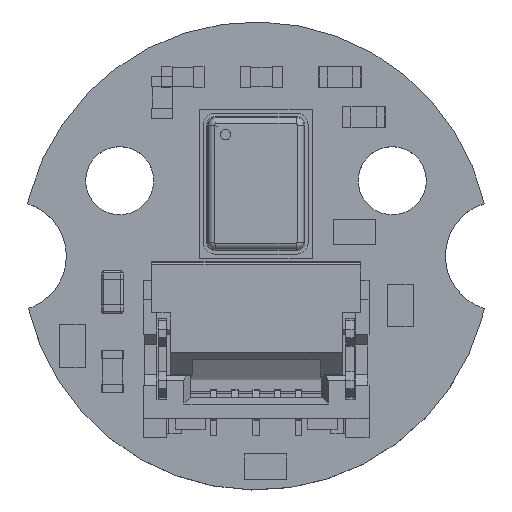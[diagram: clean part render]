
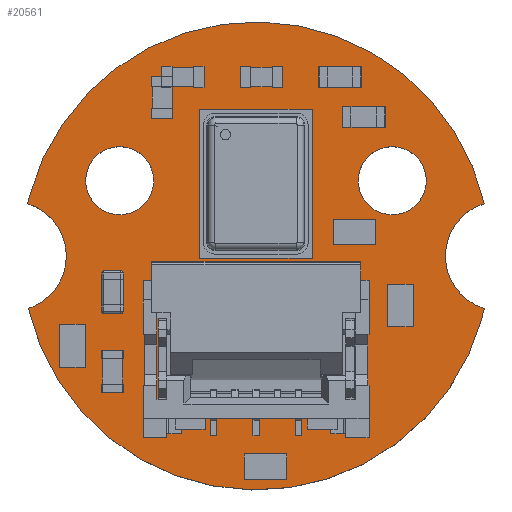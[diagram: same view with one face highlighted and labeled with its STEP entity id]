
A CAD part, top view. The second image highlights one B-rep face of the part: STEP entity #20561.
In plain terms, the highlighted planar face has unit normal (0, 0, 1).
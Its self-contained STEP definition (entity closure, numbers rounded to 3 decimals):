
#20192 = VERTEX_POINT('',#20193);
#20193 = CARTESIAN_POINT('',(234.67,-145.466,1.6));
#20199 = EDGE_CURVE('',#20192,#20200,#20202,.T.);
#20200 = VERTEX_POINT('',#20201);
#20201 = CARTESIAN_POINT('',(245.336,-145.689,1.6));
#20202 = CIRCLE('',#20203,5.502);
#20203 = AXIS2_PLACEMENT_3D('',#20204,#20205,#20206);
#20204 = CARTESIAN_POINT('',(239.975,-146.925,1.6));
#20205 = DIRECTION('',(0.,0.,-1.));
#20206 = DIRECTION('',(-0.964,0.265,0.));
#20232 = EDGE_CURVE('',#20200,#20233,#20235,.T.);
#20233 = VERTEX_POINT('',#20234);
#20234 = CARTESIAN_POINT('',(245.336,-145.689,1.6));
#20235 = LINE('',#20236,#20237);
#20236 = CARTESIAN_POINT('',(245.336,-145.689,1.6));
#20237 = VECTOR('',#20238,1.);
#20238 = DIRECTION('',(0.,-1.,0.));
#20263 = EDGE_CURVE('',#20233,#20264,#20266,.T.);
#20264 = VERTEX_POINT('',#20265);
#20265 = CARTESIAN_POINT('',(245.336,-148.152,1.6));
#20266 = CIRCLE('',#20267,1.287);
#20267 = AXIS2_PLACEMENT_3D('',#20268,#20269,#20270);
#20268 = CARTESIAN_POINT('',(245.709,-146.92,1.6));
#20269 = DIRECTION('',(0.,0.,1.));
#20270 = DIRECTION('',(-0.29,0.957,0.));
#20296 = EDGE_CURVE('',#20264,#20297,#20299,.T.);
#20297 = VERTEX_POINT('',#20298);
#20298 = CARTESIAN_POINT('',(245.281,-148.376,1.6));
#20299 = LINE('',#20300,#20301);
#20300 = CARTESIAN_POINT('',(245.336,-148.152,1.6));
#20301 = VECTOR('',#20302,1.);
#20302 = DIRECTION('',(-0.235,-0.972,0.));
#20327 = EDGE_CURVE('',#20297,#20328,#20330,.T.);
#20328 = VERTEX_POINT('',#20329);
#20329 = CARTESIAN_POINT('',(234.631,-148.145,1.6));
#20330 = CIRCLE('',#20331,5.493);
#20331 = AXIS2_PLACEMENT_3D('',#20332,#20333,#20334);
#20332 = CARTESIAN_POINT('',(239.985,-146.918,1.6));
#20333 = DIRECTION('',(-0.,0.,-1.));
#20334 = DIRECTION('',(0.964,-0.265,-0.));
#20360 = EDGE_CURVE('',#20328,#20361,#20363,.T.);
#20361 = VERTEX_POINT('',#20362);
#20362 = CARTESIAN_POINT('',(234.741,-148.106,1.6));
#20363 = LINE('',#20364,#20365);
#20364 = CARTESIAN_POINT('',(234.631,-148.145,1.6));
#20365 = VECTOR('',#20366,1.);
#20366 = DIRECTION('',(0.944,0.331,0.));
#20391 = EDGE_CURVE('',#20361,#20392,#20394,.T.);
#20392 = VERTEX_POINT('',#20393);
#20393 = CARTESIAN_POINT('',(234.616,-145.69,1.6));
#20394 = CIRCLE('',#20395,1.29);
#20395 = AXIS2_PLACEMENT_3D('',#20396,#20397,#20398);
#20396 = CARTESIAN_POINT('',(234.233,-146.921,1.6));
#20397 = DIRECTION('',(0.,-0.,1.));
#20398 = DIRECTION('',(0.394,-0.919,-0.));
#20424 = EDGE_CURVE('',#20392,#20425,#20427,.T.);
#20425 = VERTEX_POINT('',#20426);
#20426 = CARTESIAN_POINT('',(234.616,-145.691,1.6));
#20427 = LINE('',#20428,#20429);
#20428 = CARTESIAN_POINT('',(234.616,-145.69,1.6));
#20429 = VECTOR('',#20430,1.);
#20430 = DIRECTION('',(-0.3,-0.954,0.));
#20455 = EDGE_CURVE('',#20425,#20192,#20456,.T.);
#20456 = LINE('',#20457,#20458);
#20457 = CARTESIAN_POINT('',(234.616,-145.691,1.6));
#20458 = VECTOR('',#20459,1.);
#20459 = DIRECTION('',(0.235,0.972,0.));
#20479 = VERTEX_POINT('',#20480);
#20480 = CARTESIAN_POINT('',(237.575,-145.15,1.6));
#20486 = EDGE_CURVE('',#20479,#20479,#20487,.T.);
#20487 = CIRCLE('',#20488,0.8);
#20488 = AXIS2_PLACEMENT_3D('',#20489,#20490,#20491);
#20489 = CARTESIAN_POINT('',(236.775,-145.15,1.6));
#20490 = DIRECTION('',(0.,0.,1.));
#20491 = DIRECTION('',(1.,0.,-0.));
#20512 = VERTEX_POINT('',#20513);
#20513 = CARTESIAN_POINT('',(243.975,-145.15,1.6));
#20519 = EDGE_CURVE('',#20512,#20512,#20520,.T.);
#20520 = CIRCLE('',#20521,0.8);
#20521 = AXIS2_PLACEMENT_3D('',#20522,#20523,#20524);
#20522 = CARTESIAN_POINT('',(243.175,-145.15,1.6));
#20523 = DIRECTION('',(0.,0.,1.));
#20524 = DIRECTION('',(1.,0.,-0.));
#20561 = ADVANCED_FACE('',(#20562,#20573,#20576),#20579,.T.);
#20562 = FACE_BOUND('',#20563,.F.);
#20563 = EDGE_LOOP('',(#20564,#20565,#20566,#20567,#20568,#20569,#20570,
    #20571,#20572));
#20564 = ORIENTED_EDGE('',*,*,#20199,.T.);
#20565 = ORIENTED_EDGE('',*,*,#20232,.T.);
#20566 = ORIENTED_EDGE('',*,*,#20263,.T.);
#20567 = ORIENTED_EDGE('',*,*,#20296,.T.);
#20568 = ORIENTED_EDGE('',*,*,#20327,.T.);
#20569 = ORIENTED_EDGE('',*,*,#20360,.T.);
#20570 = ORIENTED_EDGE('',*,*,#20391,.T.);
#20571 = ORIENTED_EDGE('',*,*,#20424,.T.);
#20572 = ORIENTED_EDGE('',*,*,#20455,.T.);
#20573 = FACE_BOUND('',#20574,.F.);
#20574 = EDGE_LOOP('',(#20575));
#20575 = ORIENTED_EDGE('',*,*,#20486,.T.);
#20576 = FACE_BOUND('',#20577,.F.);
#20577 = EDGE_LOOP('',(#20578));
#20578 = ORIENTED_EDGE('',*,*,#20519,.T.);
#20579 = PLANE('',#20580);
#20580 = AXIS2_PLACEMENT_3D('',#20581,#20582,#20583);
#20581 = CARTESIAN_POINT('',(0.,0.,1.6));
#20582 = DIRECTION('',(0.,0.,1.));
#20583 = DIRECTION('',(1.,0.,-0.));
